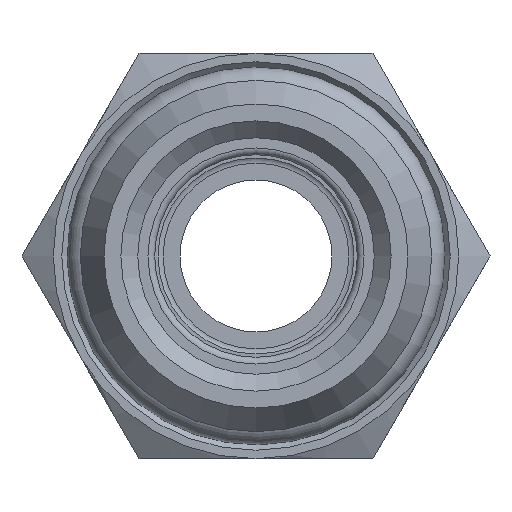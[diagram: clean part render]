
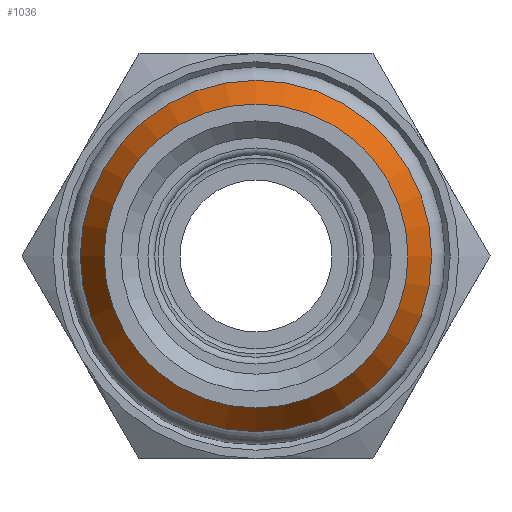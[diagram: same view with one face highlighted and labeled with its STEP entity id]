
A CAD part, front view. The second image highlights one B-rep face of the part: STEP entity #1036.
In plain terms, the highlighted conical face has half-angle 30 degrees and reference radius 9 mm.
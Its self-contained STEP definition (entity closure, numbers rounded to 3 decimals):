
#226 = CARTESIAN_POINT ( 'NONE',  ( 0., 0., -9. ) ) ;
#228 = CARTESIAN_POINT ( 'NONE',  ( 0., 2.425, -10.4 ) ) ;
#329 = DIRECTION ( 'NONE',  ( 0., 0., -1. ) ) ;
#330 = DIRECTION ( 'NONE',  ( 0., -1., 0. ) ) ;
#331 = CARTESIAN_POINT ( 'NONE',  ( 0., 0., 0. ) ) ;
#337 = DIRECTION ( 'NONE',  ( 0., 0., -1. ) ) ;
#338 = DIRECTION ( 'NONE',  ( 0., -1., 0. ) ) ;
#340 = CARTESIAN_POINT ( 'NONE',  ( 0., 2.425, 0. ) ) ;
#349 = DIRECTION ( 'NONE',  ( 0., 0., 1. ) ) ;
#369 = DIRECTION ( 'NONE',  ( 0., 1., 0. ) ) ;
#370 = CARTESIAN_POINT ( 'NONE',  ( 0., 0., 0. ) ) ;
#712 = ORIENTED_EDGE ( 'NONE', *, *, #1165, .T. ) ;
#745 = EDGE_LOOP ( 'NONE', ( #712 ) ) ;
#767 = EDGE_LOOP ( 'NONE', ( #801 ) ) ;
#780 = CONICAL_SURFACE ( 'NONE', #1177, 9., 0.524 ) ;
#801 = ORIENTED_EDGE ( 'NONE', *, *, #1167, .F. ) ;
#817 = FACE_BOUND ( 'NONE', #767, .T. ) ;
#821 = FACE_OUTER_BOUND ( 'NONE', #745, .T. ) ;
#839 = CIRCLE ( 'NONE', #1073, 9. ) ;
#930 = VERTEX_POINT ( 'NONE', #226 ) ;
#933 = VERTEX_POINT ( 'NONE', #228 ) ;
#963 = CIRCLE ( 'NONE', #1075, 10.4 ) ;
#1036 = ADVANCED_FACE ( 'NONE', ( #821, #817 ), #780, .T. ) ;
#1073 = AXIS2_PLACEMENT_3D ( 'NONE', #331, #330, #329 ) ;
#1075 = AXIS2_PLACEMENT_3D ( 'NONE', #340, #338, #337 ) ;
#1165 = EDGE_CURVE ( 'NONE', #933, #933, #963, .T. ) ;
#1167 = EDGE_CURVE ( 'NONE', #930, #930, #839, .T. ) ;
#1177 = AXIS2_PLACEMENT_3D ( 'NONE', #370, #369, #349 ) ;
